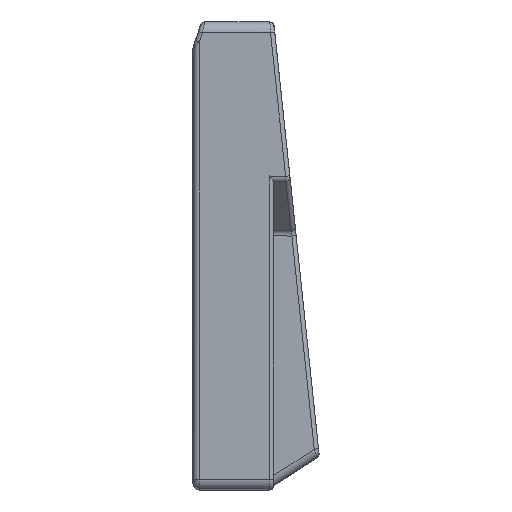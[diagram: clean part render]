
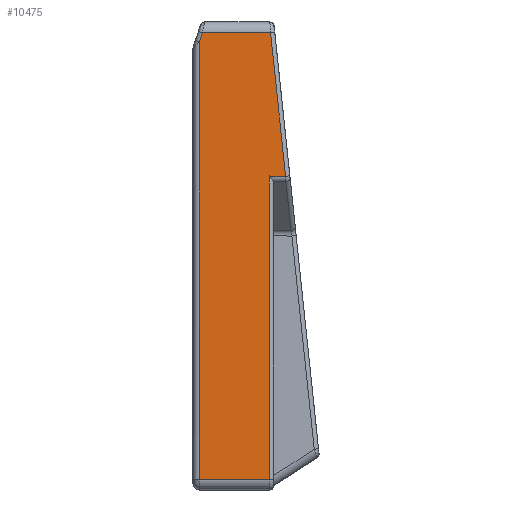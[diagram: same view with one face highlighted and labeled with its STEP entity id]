
A CAD part, left-side view. The second image highlights one B-rep face of the part: STEP entity #10475.
In plain terms, the highlighted planar face has unit normal (-1, 0, 0).
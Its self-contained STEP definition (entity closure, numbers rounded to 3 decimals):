
#172=PLANE('',#11182);
#807=FACE_OUTER_BOUND('',#1407,.T.);
#1407=EDGE_LOOP('',(#7507,#7508,#7509,#7510,#7511,#7512,#7513));
#2527=LINE('',#19962,#3379);
#2537=LINE('',#19991,#3389);
#2548=LINE('',#20062,#3400);
#2551=LINE('',#20084,#3403);
#2577=LINE('',#20441,#3429);
#2587=LINE('',#20534,#3439);
#2589=LINE('',#20537,#3441);
#3379=VECTOR('',#12215,10.);
#3389=VECTOR('',#12245,10.);
#3400=VECTOR('',#12300,10.);
#3403=VECTOR('',#12311,10.);
#3429=VECTOR('',#12413,10.);
#3439=VECTOR('',#12459,1.);
#3441=VECTOR('',#12463,1000.);
#4387=VERTEX_POINT('',#19835);
#4401=VERTEX_POINT('',#19950);
#4412=VERTEX_POINT('',#19990);
#4442=VERTEX_POINT('',#20061);
#4446=VERTEX_POINT('',#20082);
#4473=VERTEX_POINT('',#20393);
#4481=VERTEX_POINT('',#20439);
#5565=EDGE_CURVE('',#4387,#4401,#2527,.T.);
#5579=EDGE_CURVE('',#4401,#4412,#2537,.T.);
#5611=EDGE_CURVE('',#4412,#4442,#2548,.T.);
#5618=EDGE_CURVE('',#4446,#4387,#2551,.T.);
#5675=EDGE_CURVE('',#4481,#4473,#2577,.T.);
#5698=EDGE_CURVE('',#4473,#4446,#2587,.T.);
#5700=EDGE_CURVE('',#4481,#4442,#2589,.T.);
#7507=ORIENTED_EDGE('',*,*,#5565,.F.);
#7508=ORIENTED_EDGE('',*,*,#5618,.F.);
#7509=ORIENTED_EDGE('',*,*,#5698,.F.);
#7510=ORIENTED_EDGE('',*,*,#5675,.F.);
#7511=ORIENTED_EDGE('',*,*,#5700,.T.);
#7512=ORIENTED_EDGE('',*,*,#5611,.F.);
#7513=ORIENTED_EDGE('',*,*,#5579,.F.);
#10475=ADVANCED_FACE('',(#807),#172,.F.);
#11182=AXIS2_PLACEMENT_3D('',#20536,#12461,#12462);
#12215=DIRECTION('',(0.,-0.105,-0.995));
#12245=DIRECTION('',(0.,1.,0.017));
#12300=DIRECTION('',(0.,0.,-1.));
#12311=DIRECTION('',(0.,-1.,0.));
#12413=DIRECTION('',(0.,0.,1.));
#12459=DIRECTION('',(0.,-0.316,0.949));
#12461=DIRECTION('center_axis',(1.,0.,0.));
#12462=DIRECTION('ref_axis',(0.,0.,-1.));
#12463=DIRECTION('',(0.,-1.,0.));
#19835=CARTESIAN_POINT('',(-147.85,0.743,52.6));
#19950=CARTESIAN_POINT('',(-147.85,-2.813,18.774));
#19962=CARTESIAN_POINT('',(-147.85,-10.,-49.615));
#19990=CARTESIAN_POINT('',(-147.85,1.,18.84));
#19991=CARTESIAN_POINT('',(-147.85,9.035,18.978));
#20061=CARTESIAN_POINT('',(-147.85,1.,-52.6));
#20062=CARTESIAN_POINT('',(-147.85,1.,-27.55));
#20082=CARTESIAN_POINT('',(-147.85,16.779,52.6));
#20084=CARTESIAN_POINT('',(-147.85,19.,52.6));
#20393=CARTESIAN_POINT('',(-147.85,17.5,50.438));
#20439=CARTESIAN_POINT('',(-147.85,17.5,-52.6));
#20441=CARTESIAN_POINT('',(-147.85,17.5,-27.55));
#20534=CARTESIAN_POINT('',(-147.85,17.051,51.784));
#20536=CARTESIAN_POINT('Origin',(-147.85,19.,-55.1));
#20537=CARTESIAN_POINT('',(-147.85,19.,-52.6));
